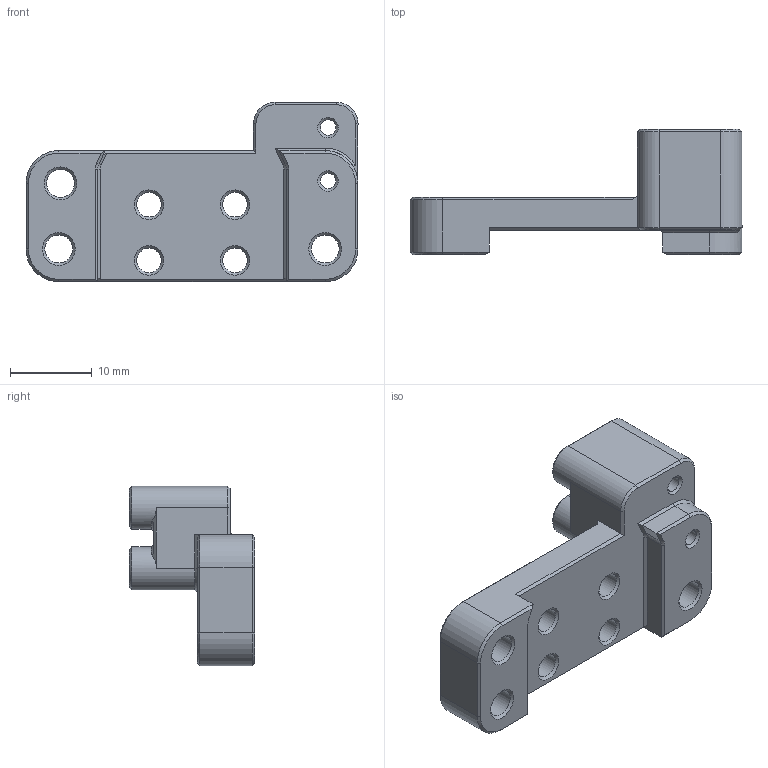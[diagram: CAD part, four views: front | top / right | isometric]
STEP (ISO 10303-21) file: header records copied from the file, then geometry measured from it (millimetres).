
FILE_DESCRIPTION(/* description */ (''),/* implementation_level */ '2;1');
FILE_NAME(/* name */ 'Eddy + Endstop.step',/* time_stamp */ '2024-11-01T19:56:57-07:00',/* author */ (''),/* organization */ (''),/* preprocessor_version */ 'ST-DEVELOPER v20',/* originating_system */ 'Autodesk Translation Framework v13.20.0.188',/* authorisation */ '');
FILE_SCHEMA (('AUTOMOTIVE_DESIGN { 1 0 10303 214 3 1 1 }'));
Length unit declared in the file: millimetre
Products named in the file (1): Eddy + Endstop
Bounding box: 40.5 x 15.3 x 21.9 mm (x, y, z)
Volume: 4432.9 mm3; surface area: 2925.3 mm2
Topology: 1 solids, 1 shells, 116 faces, 286 edges, 172 vertices
Faces by surface type: plane 55, cone 42, cylinder 19
Full cylindrical faces by diameter (mm): 1.9 x2, 3 x4, 3.4 x3
Entity records: 3441 total; most frequent: DIRECTION 610, CARTESIAN_POINT 591, ORIENTED_EDGE 572, EDGE_CURVE 286, AXIS2_PLACEMENT_3D 215, LINE 180, VECTOR 180, VERTEX_POINT 172
